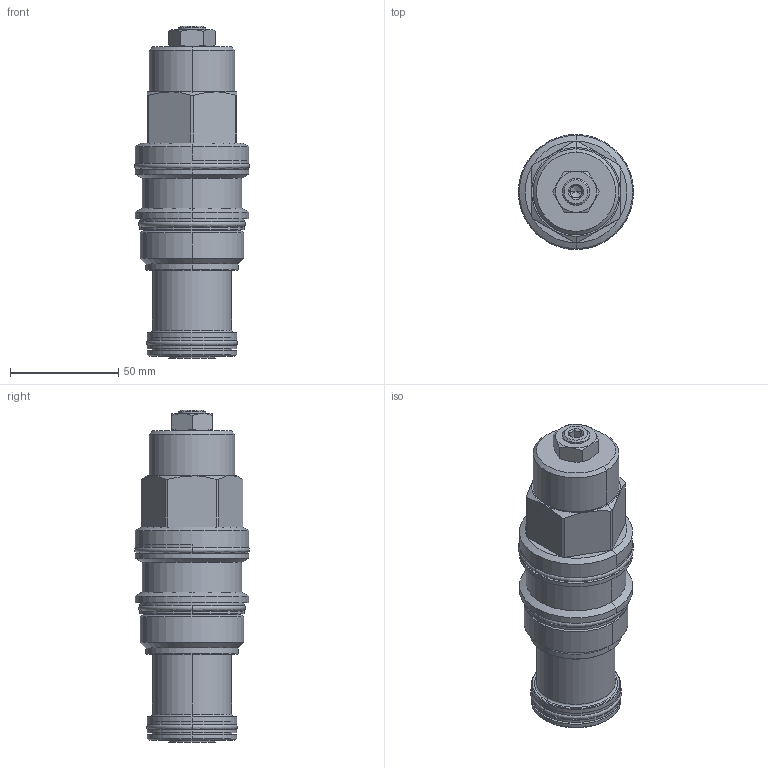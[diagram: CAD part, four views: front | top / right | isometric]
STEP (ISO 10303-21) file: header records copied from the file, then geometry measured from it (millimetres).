
FILE_DESCRIPTION((''),'2;1');
FILE_NAME('CBIL-LJN_PRT','2009-08-22T',('Administrator'),(''),'PRO/ENGINEER BY PARAMETRIC TECHNOLOGY CORPORATION, 2006240','PRO/ENGINEER BY PARAMETRIC TECHNOLOGY CORPORATION, 2006240','');
FILE_SCHEMA(('CONFIG_CONTROL_DESIGN'));
Length unit declared in the file: inch
Products named in the file (1): CBIL-LJN_PRT
Bounding box: 53.06 x 53.06 x 153.17 mm (x, y, z)
Volume: 215152.7 mm3; surface area: 31827.8 mm2
Topology: 4 solids, 6 shells, 175 faces, 388 edges, 235 vertices
Faces by surface type: cylinder 56, plane 47, cone 44, torus 16, revolution 12
Entity records: 5988 total; most frequent: CARTESIAN_POINT 2066, DIRECTION 844, ORIENTED_EDGE 768, EDGE_CURVE 384, AXIS2_PLACEMENT_3D 351, VERTEX_POINT 235, EDGE_LOOP 197, CIRCLE 188
